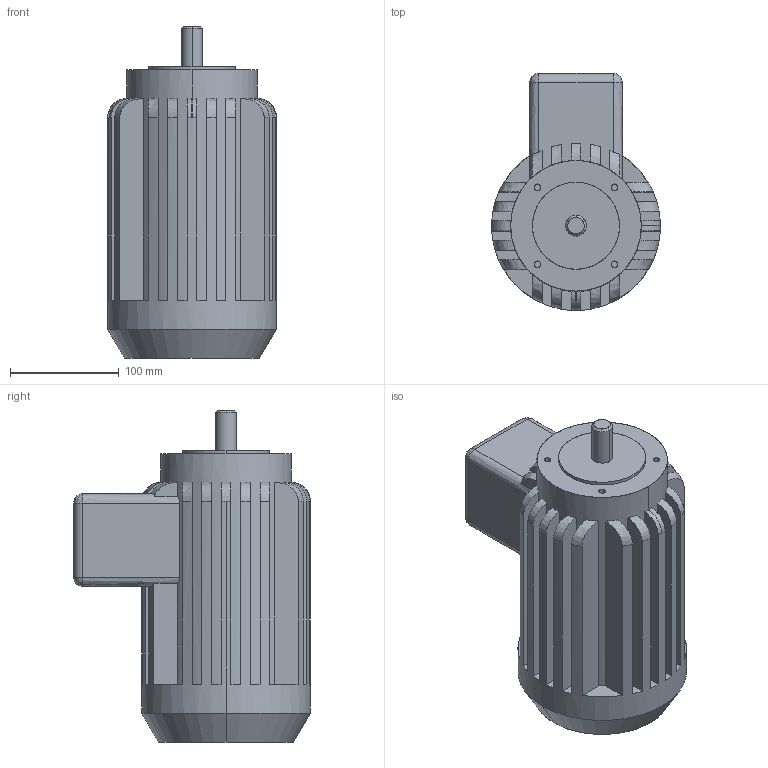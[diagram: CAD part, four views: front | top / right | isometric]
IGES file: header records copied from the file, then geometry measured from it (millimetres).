
Start section: SolidWorks IGES file using analytic representation for surfaces
Global section: file name: M33H44FJ.000.igs; native system: SolidWorks 2014; preprocessor: SolidWorks 2014; author: serviziopdm; date: 160920.143318; units: millimetre
Bounding box: 155 x 217.5 x 305 mm (x, y, z)
Surface area: 288008.8 mm2 (no closed solid volume)
Topology: 0 solids, 0 shells, 141 faces, 2160 edges, 2156 vertices
Faces by surface type: bspline 109, revolution 32
